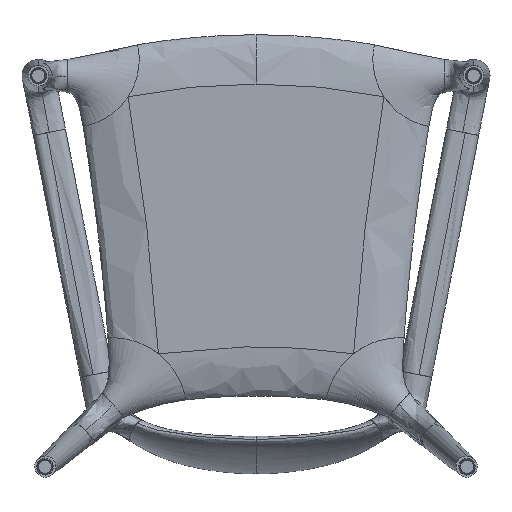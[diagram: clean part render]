
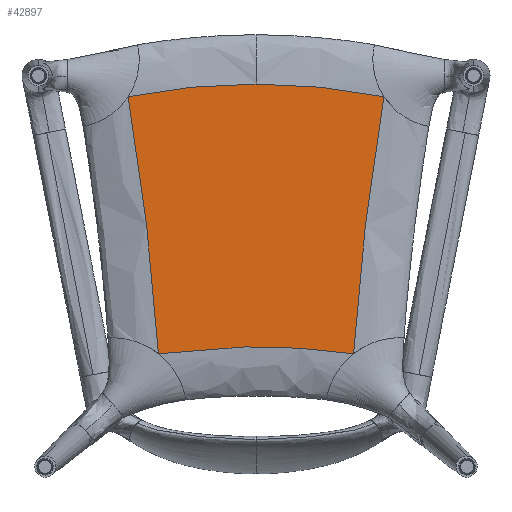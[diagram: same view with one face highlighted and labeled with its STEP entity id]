
A CAD part, front view. The second image highlights one B-rep face of the part: STEP entity #42897.
In plain terms, the highlighted planar face has unit normal (0, -1, 0).
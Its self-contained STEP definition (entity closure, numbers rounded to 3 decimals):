
#86 = CARTESIAN_POINT ( 'NONE',  ( -118.838, 430., -338.493 ) ) ;
#205 = CARTESIAN_POINT ( 'NONE',  ( -122.31, 430., -286.03 ) ) ;
#1055 = CARTESIAN_POINT ( 'NONE',  ( -118.838, 430., -338.493 ) ) ;
#3533 = CARTESIAN_POINT ( 'NONE',  ( 13.074, 430., -10. ) ) ;
#3610 = VERTEX_POINT ( 'NONE', #40850 ) ;
#6131 = CARTESIAN_POINT ( 'NONE',  ( -139.477, 430., -129.233 ) ) ;
#7457 = CARTESIAN_POINT ( 'NONE',  ( 0., 430., -10. ) ) ;
#9453 = CARTESIAN_POINT ( 'NONE',  ( 91.311, 430., -15.129 ) ) ;
#11550 = CARTESIAN_POINT ( 'NONE',  ( 99.164, 430., -335.667 ) ) ;
#11831 = B_SPLINE_CURVE_WITH_KNOTS ( 'NONE', 3,
 ( #7457, #49383, #43835, #19333, #33131, #31578, #56091, #39062, #67975, #67596 ),
 .UNSPECIFIED., .F., .F.,
 ( 4, 2, 2, 2, 4 ),
 ( 0., 0.25, 0.5, 0.75, 1. ),
 .UNSPECIFIED. ) ;
#12848 = CARTESIAN_POINT ( 'NONE',  ( -146.994, 430., -77.178 ) ) ;
#13226 = CARTESIAN_POINT ( 'NONE',  ( -155.847, 430., -25.351 ) ) ;
#13636 = ORIENTED_EDGE ( 'NONE', *, *, #43395, .T. ) ;
#16391 = EDGE_CURVE ( 'NONE', #74951, #38493, #18374, .T. ) ;
#17847 = AXIS2_PLACEMENT_3D ( 'NONE', #45464, #20181, #43919 ) ;
#18206 = ORIENTED_EDGE ( 'NONE', *, *, #50574, .T. ) ;
#18374 = B_SPLINE_CURVE_WITH_KNOTS ( 'NONE', 3,
 ( #13226, #12848, #6131, #54365, #205, #48436 ),
 .UNSPECIFIED., .F., .F.,
 ( 4, 2, 4 ),
 ( 0., 0.5, 1. ),
 .UNSPECIFIED. ) ;
#18388 = CARTESIAN_POINT ( 'NONE',  ( 155.847, 430., -25.351 ) ) ;
#19333 = CARTESIAN_POINT ( 'NONE',  ( -52.255, 430., -11.604 ) ) ;
#20181 = DIRECTION ( 'NONE',  ( 0., 1., 0. ) ) ;
#21318 = CARTESIAN_POINT ( 'NONE',  ( 143.025, 430., -22.801 ) ) ;
#22627 = CARTESIAN_POINT ( 'NONE',  ( 146.994, 430., -77.179 ) ) ;
#22853 = CARTESIAN_POINT ( 'NONE',  ( 155.847, 430., -25.351 ) ) ;
#23015 = CARTESIAN_POINT ( 'NONE',  ( 139.477, 430., -129.233 ) ) ;
#23683 = B_SPLINE_CURVE_WITH_KNOTS ( 'NONE', 3,
 ( #22853, #21318, #46198, #63627, #9453, #58466, #57697, #71127, #3533, #28402 ),
 .UNSPECIFIED., .F., .F.,
 ( 4, 2, 2, 2, 4 ),
 ( 0., 0.25, 0.5, 0.75, 1. ),
 .UNSPECIFIED. ) ;
#23956 = B_SPLINE_CURVE_WITH_KNOTS ( 'NONE', 3,
 ( #27794, #33355, #45601, #23015, #22627, #34897 ),
 .UNSPECIFIED., .F., .F.,
 ( 4, 2, 4 ),
 ( 0., 0.5, 1. ),
 .UNSPECIFIED. ) ;
#27794 = CARTESIAN_POINT ( 'NONE',  ( 118.838, 430., -338.493 ) ) ;
#28402 = CARTESIAN_POINT ( 'NONE',  ( 0., 430., -10. ) ) ;
#30119 = CARTESIAN_POINT ( 'NONE',  ( 118.838, 430., -338.493 ) ) ;
#31578 = CARTESIAN_POINT ( 'NONE',  ( -91.311, 430., -15.129 ) ) ;
#32703 = CARTESIAN_POINT ( 'NONE',  ( -155.847, 430., -25.351 ) ) ;
#33131 = CARTESIAN_POINT ( 'NONE',  ( -65.29, 430., -12.566 ) ) ;
#33216 = FACE_OUTER_BOUND ( 'NONE', #48337, .T. ) ;
#33355 = CARTESIAN_POINT ( 'NONE',  ( 122.31, 430., -286.031 ) ) ;
#34897 = CARTESIAN_POINT ( 'NONE',  ( 155.847, 430., -25.351 ) ) ;
#36459 = CARTESIAN_POINT ( 'NONE',  ( -19.875, 430., -330. ) ) ;
#36804 = CARTESIAN_POINT ( 'NONE',  ( 0., 430., -10. ) ) ;
#38493 = VERTEX_POINT ( 'NONE', #1055 ) ;
#39062 = CARTESIAN_POINT ( 'NONE',  ( -130.147, 430., -20.566 ) ) ;
#40307 = ORIENTED_EDGE ( 'NONE', *, *, #61198, .T. ) ;
#40850 = CARTESIAN_POINT ( 'NONE',  ( 118.838, 430., -338.493 ) ) ;
#42779 = CARTESIAN_POINT ( 'NONE',  ( -99.164, 430., -335.667 ) ) ;
#42897 = ADVANCED_FACE ( 'NONE', ( #33216 ), #74797, .F. ) ;
#43395 = EDGE_CURVE ( 'NONE', #63479, #74951, #11831, .T. ) ;
#43835 = CARTESIAN_POINT ( 'NONE',  ( -26.14, 430., -10.321 ) ) ;
#43919 = DIRECTION ( 'NONE',  ( 1., 0., 0. ) ) ;
#45464 = CARTESIAN_POINT ( 'NONE',  ( 0., 430., -220. ) ) ;
#45601 = CARTESIAN_POINT ( 'NONE',  ( 127.135, 430., -233.658 ) ) ;
#46198 = CARTESIAN_POINT ( 'NONE',  ( 130.147, 430., -20.566 ) ) ;
#47918 = CARTESIAN_POINT ( 'NONE',  ( 39.746, 430., -330.709 ) ) ;
#48219 = ORIENTED_EDGE ( 'NONE', *, *, #16391, .T. ) ;
#48337 = EDGE_LOOP ( 'NONE', ( #48219, #77506, #40307, #18206, #13636 ) ) ;
#48436 = CARTESIAN_POINT ( 'NONE',  ( -118.838, 430., -338.493 ) ) ;
#49383 = CARTESIAN_POINT ( 'NONE',  ( -13.074, 430., -10. ) ) ;
#50574 = EDGE_CURVE ( 'NONE', #60078, #63479, #23683, .T. ) ;
#53456 = CARTESIAN_POINT ( 'NONE',  ( -79.395, 430., -333.543 ) ) ;
#54365 = CARTESIAN_POINT ( 'NONE',  ( -127.135, 430., -233.658 ) ) ;
#55037 = CARTESIAN_POINT ( 'NONE',  ( -39.746, 430., -330.709 ) ) ;
#56091 = CARTESIAN_POINT ( 'NONE',  ( -104.283, 430., -16.729 ) ) ;
#56186 = B_SPLINE_CURVE_WITH_KNOTS ( 'NONE', 3,
 ( #86, #42779, #53456, #55037, #36459, #78030, #47918, #66922, #11550, #30119 ),
 .UNSPECIFIED., .F., .F.,
 ( 4, 2, 2, 2, 4 ),
 ( 0., 0.25, 0.5, 0.75, 1. ),
 .UNSPECIFIED. ) ;
#57697 = CARTESIAN_POINT ( 'NONE',  ( 52.255, 430., -11.604 ) ) ;
#58466 = CARTESIAN_POINT ( 'NONE',  ( 65.29, 430., -12.566 ) ) ;
#60078 = VERTEX_POINT ( 'NONE', #18388 ) ;
#61198 = EDGE_CURVE ( 'NONE', #3610, #60078, #23956, .T. ) ;
#63479 = VERTEX_POINT ( 'NONE', #36804 ) ;
#63627 = CARTESIAN_POINT ( 'NONE',  ( 104.283, 430., -16.729 ) ) ;
#66922 = CARTESIAN_POINT ( 'NONE',  ( 79.395, 430., -333.543 ) ) ;
#67596 = CARTESIAN_POINT ( 'NONE',  ( -155.847, 430., -25.351 ) ) ;
#67975 = CARTESIAN_POINT ( 'NONE',  ( -143.024, 430., -22.801 ) ) ;
#69093 = EDGE_CURVE ( 'NONE', #38493, #3610, #56186, .T. ) ;
#71127 = CARTESIAN_POINT ( 'NONE',  ( 26.14, 430., -10.321 ) ) ;
#74797 = PLANE ( 'NONE',  #17847 ) ;
#74951 = VERTEX_POINT ( 'NONE', #32703 ) ;
#77506 = ORIENTED_EDGE ( 'NONE', *, *, #69093, .T. ) ;
#78030 = CARTESIAN_POINT ( 'NONE',  ( 19.875, 430., -330. ) ) ;
